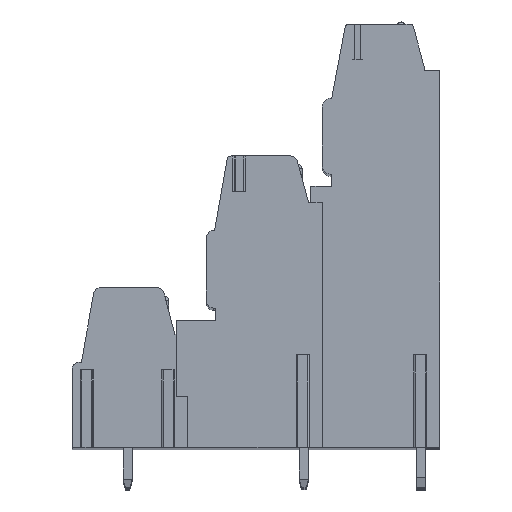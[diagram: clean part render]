
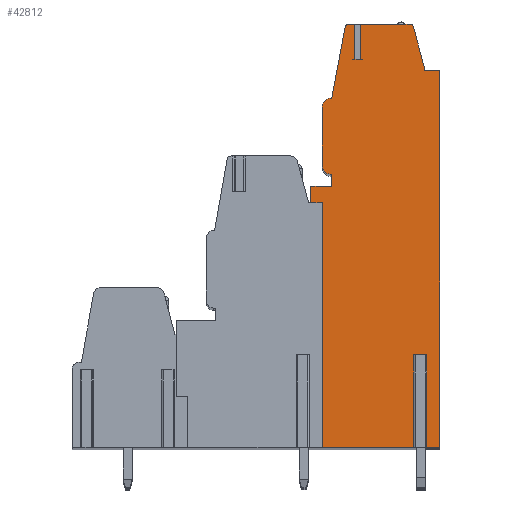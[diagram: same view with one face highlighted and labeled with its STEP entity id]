
A CAD part, top view. The second image highlights one B-rep face of the part: STEP entity #42812.
In plain terms, the highlighted planar face has unit normal (0, 0, 1).
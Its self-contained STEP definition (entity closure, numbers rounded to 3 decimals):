
#13=DIRECTION('',(0.,1.,0.));
#14=VECTOR('',#13,14.45);
#15=CARTESIAN_POINT('',(1.,-19.1,104.14));
#16=LINE('',#15,#14);
#17=DIRECTION('',(0.,-1.,0.));
#18=VECTOR('',#17,1.45);
#19=CARTESIAN_POINT('',(0.,3.5,104.14));
#20=LINE('',#19,#18);
#21=DIRECTION('',(-1.,0.,0.));
#22=VECTOR('',#21,1.8);
#23=CARTESIAN_POINT('',(1.8,3.5,104.14));
#24=LINE('',#23,#22);
#25=DIRECTION('',(0.,-1.,0.));
#26=VECTOR('',#25,1.);
#27=CARTESIAN_POINT('',(1.8,4.5,104.14));
#28=LINE('',#27,#26);
#29=CARTESIAN_POINT('',(1.8,5.3,104.14));
#30=DIRECTION('',(0.,0.,1.));
#31=DIRECTION('',(-1.,0.,0.));
#32=AXIS2_PLACEMENT_3D('',#29,#30,#31);
#34=DIRECTION('',(0.,-1.,0.));
#35=VECTOR('',#34,5.);
#36=CARTESIAN_POINT('',(1.,10.3,104.14));
#37=LINE('',#36,#35);
#38=CARTESIAN_POINT('',(1.8,10.3,104.14));
#39=DIRECTION('',(0.,0.,1.));
#40=DIRECTION('',(0.,1.,0.));
#41=AXIS2_PLACEMENT_3D('',#38,#39,#40);
#43=DIRECTION('',(-0.186,-0.983,0.));
#44=VECTOR('',#43,6.265);
#45=CARTESIAN_POINT('',(2.964,17.256,104.14));
#46=LINE('',#45,#44);
#47=CARTESIAN_POINT('',(3.259,17.2,104.14));
#48=DIRECTION('',(0.,0.,1.));
#49=DIRECTION('',(0.,1.,0.));
#50=AXIS2_PLACEMENT_3D('',#47,#48,#49);
#52=DIRECTION('',(-1.,0.,0.));
#53=VECTOR('',#52,0.551);
#54=CARTESIAN_POINT('',(3.81,17.5,104.14));
#55=LINE('',#54,#53);
#56=DIRECTION('',(0.,-1.,0.));
#57=VECTOR('',#56,3.05);
#58=CARTESIAN_POINT('',(3.81,17.5,104.14));
#59=LINE('',#58,#57);
#60=DIRECTION('',(1.,0.,0.));
#61=VECTOR('',#60,0.5);
#62=CARTESIAN_POINT('',(3.81,14.45,104.14));
#63=LINE('',#62,#61);
#64=DIRECTION('',(0.,-1.,0.));
#65=VECTOR('',#64,3.05);
#66=CARTESIAN_POINT('',(4.31,17.5,104.14));
#67=LINE('',#66,#65);
#68=DIRECTION('',(-1.,0.,0.));
#69=VECTOR('',#68,4.27);
#70=CARTESIAN_POINT('',(8.58,17.5,104.14));
#71=LINE('',#70,#69);
#72=CARTESIAN_POINT('',(8.58,17.2,104.14));
#73=DIRECTION('',(0.,0.,1.));
#74=DIRECTION('',(0.965,0.261,0.));
#75=AXIS2_PLACEMENT_3D('',#72,#73,#74);
#77=DIRECTION('',(-0.261,0.965,0.));
#78=VECTOR('',#77,3.539);
#79=CARTESIAN_POINT('',(9.792,13.861,104.14));
#80=LINE('',#79,#78);
#81=DIRECTION('',(-0.035,0.999,0.));
#82=VECTOR('',#81,0.361);
#83=CARTESIAN_POINT('',(9.805,13.5,104.14));
#84=LINE('',#83,#82);
#85=DIRECTION('',(-1.,0.,0.));
#86=VECTOR('',#85,1.355);
#87=CARTESIAN_POINT('',(11.16,13.5,104.14));
#88=LINE('',#87,#86);
#89=DIRECTION('',(0.,1.,0.));
#90=VECTOR('',#89,32.6);
#91=CARTESIAN_POINT('',(11.16,-19.1,104.14));
#92=LINE('',#91,#90);
#93=DIRECTION('',(1.,0.,0.));
#94=VECTOR('',#93,1.39);
#95=CARTESIAN_POINT('',(9.77,-19.1,104.14));
#96=LINE('',#95,#94);
#97=DIRECTION('',(0.,1.,0.));
#98=VECTOR('',#97,8.);
#99=CARTESIAN_POINT('',(9.77,-19.1,104.14));
#100=LINE('',#99,#98);
#101=DIRECTION('',(-1.,0.,0.));
#102=VECTOR('',#101,0.62);
#103=CARTESIAN_POINT('',(9.77,-11.1,104.14));
#104=LINE('',#103,#102);
#105=DIRECTION('',(0.,1.,0.));
#106=VECTOR('',#105,8.);
#107=CARTESIAN_POINT('',(9.15,-19.1,104.14));
#108=LINE('',#107,#106);
#109=DIRECTION('',(1.,0.,0.));
#110=VECTOR('',#109,8.15);
#111=CARTESIAN_POINT('',(1.,-19.1,104.14));
#112=LINE('',#111,#110);
#133=DIRECTION('',(-1.,0.,0.));
#134=VECTOR('',#133,1.195);
#135=CARTESIAN_POINT('',(1.,-4.65,104.14));
#136=LINE('',#135,#134);
#141=DIRECTION('',(-1.,0.,0.));
#142=VECTOR('',#141,0.195);
#143=CARTESIAN_POINT('',(0.,2.05,104.14));
#144=LINE('',#143,#142);
#979=DIRECTION('',(0.,-1.,0.));
#980=VECTOR('',#979,6.7);
#981=CARTESIAN_POINT('',(-0.195,2.05,104.14));
#982=LINE('',#981,#980);
#33809=CARTESIAN_POINT('',(11.16,-19.1,104.14));
#33810=CARTESIAN_POINT('',(11.16,13.5,104.14));
#33811=VERTEX_POINT('',#33809);
#33812=VERTEX_POINT('',#33810);
#33813=CARTESIAN_POINT('',(9.805,13.5,104.14));
#33814=VERTEX_POINT('',#33813);
#33815=CARTESIAN_POINT('',(9.792,13.861,104.14));
#33816=VERTEX_POINT('',#33815);
#33817=CARTESIAN_POINT('',(8.87,17.278,104.14));
#33818=VERTEX_POINT('',#33817);
#33819=CARTESIAN_POINT('',(8.58,17.5,104.14));
#33820=VERTEX_POINT('',#33819);
#33821=CARTESIAN_POINT('',(3.259,17.5,104.14));
#33822=CARTESIAN_POINT('',(2.964,17.256,104.14));
#33823=VERTEX_POINT('',#33821);
#33824=VERTEX_POINT('',#33822);
#33825=CARTESIAN_POINT('',(1.8,11.1,104.14));
#33826=VERTEX_POINT('',#33825);
#33827=CARTESIAN_POINT('',(1.,10.3,104.14));
#33828=VERTEX_POINT('',#33827);
#33829=CARTESIAN_POINT('',(1.,5.3,104.14));
#33830=VERTEX_POINT('',#33829);
#33831=CARTESIAN_POINT('',(1.8,4.5,104.14));
#33832=VERTEX_POINT('',#33831);
#33833=CARTESIAN_POINT('',(1.8,3.5,104.14));
#33834=VERTEX_POINT('',#33833);
#33835=CARTESIAN_POINT('',(0.,3.5,104.14));
#33836=VERTEX_POINT('',#33835);
#33935=CARTESIAN_POINT('',(1.,-19.1,104.14));
#33936=VERTEX_POINT('',#33935);
#33961=CARTESIAN_POINT('',(9.77,-11.1,104.14));
#33962=CARTESIAN_POINT('',(9.15,-11.1,104.14));
#33963=VERTEX_POINT('',#33961);
#33964=VERTEX_POINT('',#33962);
#33965=CARTESIAN_POINT('',(9.77,-19.1,104.14));
#33966=VERTEX_POINT('',#33965);
#33967=CARTESIAN_POINT('',(9.15,-19.1,104.14));
#33968=VERTEX_POINT('',#33967);
#34005=CARTESIAN_POINT('',(3.81,14.45,104.14));
#34006=CARTESIAN_POINT('',(4.31,14.45,104.14));
#34007=VERTEX_POINT('',#34005);
#34008=VERTEX_POINT('',#34006);
#34009=CARTESIAN_POINT('',(4.31,17.5,104.14));
#34010=VERTEX_POINT('',#34009);
#34011=CARTESIAN_POINT('',(3.81,17.5,104.14));
#34012=VERTEX_POINT('',#34011);
#34389=CARTESIAN_POINT('',(-0.195,-4.65,104.14));
#34391=VERTEX_POINT('',#34389);
#34393=CARTESIAN_POINT('',(0.,2.05,104.14));
#34394=CARTESIAN_POINT('',(-0.195,2.05,104.14));
#34395=VERTEX_POINT('',#34393);
#34396=VERTEX_POINT('',#34394);
#34401=CARTESIAN_POINT('',(1.,-4.65,104.14));
#34403=VERTEX_POINT('',#34401);
#42751=CARTESIAN_POINT('',(0.,0.,104.14));
#42752=DIRECTION('',(0.,0.,1.));
#42753=DIRECTION('',(1.,0.,0.));
#42754=AXIS2_PLACEMENT_3D('',#42751,#42752,#42753);
#42755=PLANE('',#42754);
#42757=ORIENTED_EDGE('',*,*,#42756,.T.);
#42759=ORIENTED_EDGE('',*,*,#42758,.T.);
#42761=ORIENTED_EDGE('',*,*,#42760,.F.);
#42763=ORIENTED_EDGE('',*,*,#42762,.F.);
#42765=ORIENTED_EDGE('',*,*,#42764,.F.);
#42767=ORIENTED_EDGE('',*,*,#42766,.F.);
#42769=ORIENTED_EDGE('',*,*,#42768,.F.);
#42771=ORIENTED_EDGE('',*,*,#42770,.F.);
#42773=ORIENTED_EDGE('',*,*,#42772,.F.);
#42775=ORIENTED_EDGE('',*,*,#42774,.F.);
#42777=ORIENTED_EDGE('',*,*,#42776,.F.);
#42779=ORIENTED_EDGE('',*,*,#42778,.F.);
#42781=ORIENTED_EDGE('',*,*,#42780,.F.);
#42783=ORIENTED_EDGE('',*,*,#42782,.T.);
#42785=ORIENTED_EDGE('',*,*,#42784,.T.);
#42787=ORIENTED_EDGE('',*,*,#42786,.F.);
#42789=ORIENTED_EDGE('',*,*,#42788,.F.);
#42791=ORIENTED_EDGE('',*,*,#42790,.F.);
#42793=ORIENTED_EDGE('',*,*,#42792,.F.);
#42795=ORIENTED_EDGE('',*,*,#42794,.F.);
#42797=ORIENTED_EDGE('',*,*,#42796,.F.);
#42799=ORIENTED_EDGE('',*,*,#42798,.F.);
#42801=ORIENTED_EDGE('',*,*,#42800,.F.);
#42803=ORIENTED_EDGE('',*,*,#42802,.T.);
#42805=ORIENTED_EDGE('',*,*,#42804,.T.);
#42807=ORIENTED_EDGE('',*,*,#42806,.F.);
#42809=ORIENTED_EDGE('',*,*,#42808,.F.);
#42810=EDGE_LOOP('',(#42757,#42759,#42761,#42763,#42765,#42767,#42769,#42771,
#42773,#42775,#42777,#42779,#42781,#42783,#42785,#42787,#42789,#42791,#42793,
#42795,#42797,#42799,#42801,#42803,#42805,#42807,#42809));
#42811=FACE_OUTER_BOUND('',#42810,.F.);
#33=CIRCLE('',#32,0.8);
#42=CIRCLE('',#41,0.8);
#51=CIRCLE('',#50,0.3);
#76=CIRCLE('',#75,0.3);
#42756=EDGE_CURVE('',#33936,#34403,#16,.T.);
#42758=EDGE_CURVE('',#34403,#34391,#136,.T.);
#42760=EDGE_CURVE('',#34396,#34391,#982,.T.);
#42762=EDGE_CURVE('',#34395,#34396,#144,.T.);
#42764=EDGE_CURVE('',#33836,#34395,#20,.T.);
#42766=EDGE_CURVE('',#33834,#33836,#24,.T.);
#42768=EDGE_CURVE('',#33832,#33834,#28,.T.);
#42770=EDGE_CURVE('',#33830,#33832,#33,.T.);
#42772=EDGE_CURVE('',#33828,#33830,#37,.T.);
#42774=EDGE_CURVE('',#33826,#33828,#42,.T.);
#42776=EDGE_CURVE('',#33824,#33826,#46,.T.);
#42778=EDGE_CURVE('',#33823,#33824,#51,.T.);
#42780=EDGE_CURVE('',#34012,#33823,#55,.T.);
#42782=EDGE_CURVE('',#34012,#34007,#59,.T.);
#42784=EDGE_CURVE('',#34007,#34008,#63,.T.);
#42786=EDGE_CURVE('',#34010,#34008,#67,.T.);
#42788=EDGE_CURVE('',#33820,#34010,#71,.T.);
#42790=EDGE_CURVE('',#33818,#33820,#76,.T.);
#42792=EDGE_CURVE('',#33816,#33818,#80,.T.);
#42794=EDGE_CURVE('',#33814,#33816,#84,.T.);
#42796=EDGE_CURVE('',#33812,#33814,#88,.T.);
#42798=EDGE_CURVE('',#33811,#33812,#92,.T.);
#42800=EDGE_CURVE('',#33966,#33811,#96,.T.);
#42802=EDGE_CURVE('',#33966,#33963,#100,.T.);
#42804=EDGE_CURVE('',#33963,#33964,#104,.T.);
#42806=EDGE_CURVE('',#33968,#33964,#108,.T.);
#42808=EDGE_CURVE('',#33936,#33968,#112,.T.);
#42812=ADVANCED_FACE('',(#42811),#42755,.T.);
